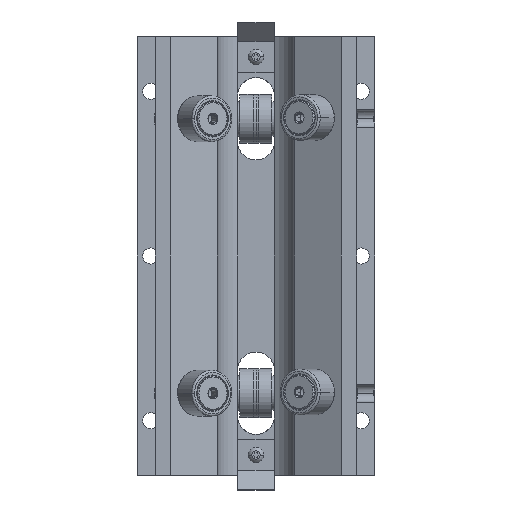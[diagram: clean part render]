
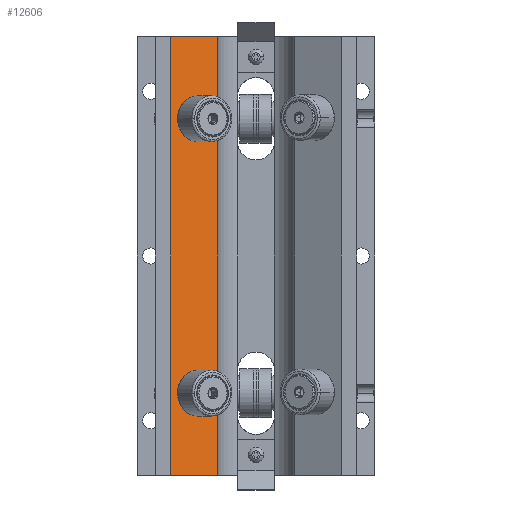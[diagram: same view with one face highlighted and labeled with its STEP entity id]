
A CAD part, front view. The second image highlights one B-rep face of the part: STEP entity #12606.
In plain terms, the highlighted planar face has unit normal (0.5, -0.866, 0).
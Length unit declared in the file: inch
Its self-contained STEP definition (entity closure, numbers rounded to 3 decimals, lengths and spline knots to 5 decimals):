
#68 = EDGE_CURVE ( 'NONE', #5125, #5704, #13168, .T. ) ;
#323 = VECTOR ( 'NONE', #13776, 39.37008 ) ;
#550 = VERTEX_POINT ( 'NONE', #4166 ) ;
#587 = VERTEX_POINT ( 'NONE', #7053 ) ;
#626 = CARTESIAN_POINT ( 'NONE',  ( -0.93668, -0.25212, -1.875 ) ) ;
#1045 = ORIENTED_EDGE ( 'NONE', *, *, #13925, .F. ) ;
#1387 = CARTESIAN_POINT ( 'NONE',  ( -0.53095, -0.01787, 3. ) ) ;
#1506 = VERTEX_POINT ( 'NONE', #1387 ) ;
#1715 = DIRECTION ( 'NONE',  ( 0.866, 0.5, 0. ) ) ;
#2208 = DIRECTION ( 'NONE',  ( -0.5, 0.866, 0. ) ) ;
#2627 = CIRCLE ( 'NONE', #8102, 0.12625 ) ;
#2763 = LINE ( 'NONE', #8268, #323 ) ;
#3228 = ORIENTED_EDGE ( 'NONE', *, *, #4344, .T. ) ;
#3486 = EDGE_LOOP ( 'NONE', ( #1045, #17519, #14664, #7400 ) ) ;
#3587 = DIRECTION ( 'NONE',  ( 0.866, 0.5, 0. ) ) ;
#4166 = CARTESIAN_POINT ( 'NONE',  ( -1.16684, -0.385, 3. ) ) ;
#4204 = EDGE_LOOP ( 'NONE', ( #3228, #6794 ) ) ;
#4344 = EDGE_CURVE ( 'NONE', #12402, #16073, #16645, .T. ) ;
#4395 = CIRCLE ( 'NONE', #6404, 0.12625 ) ;
#4609 = LINE ( 'NONE', #10141, #15102 ) ;
#4865 = CARTESIAN_POINT ( 'NONE',  ( -0.82735, -0.18899, -1.875 ) ) ;
#4954 = DIRECTION ( 'NONE',  ( -0.5, 0.866, 0. ) ) ;
#5125 = VERTEX_POINT ( 'NONE', #626 ) ;
#5129 = EDGE_CURVE ( 'NONE', #587, #550, #10603, .T. ) ;
#5226 = DIRECTION ( 'NONE',  ( -0.5, 0.866, 0. ) ) ;
#5704 = VERTEX_POINT ( 'NONE', #9359 ) ;
#5931 = CARTESIAN_POINT ( 'NONE',  ( -1.16684, -0.385, -3. ) ) ;
#6404 = AXIS2_PLACEMENT_3D ( 'NONE', #4865, #4954, #3587 ) ;
#6428 = DIRECTION ( 'NONE',  ( 0.866, 0.5, 0. ) ) ;
#6466 = CARTESIAN_POINT ( 'NONE',  ( -0.82735, -0.18899, 1.875 ) ) ;
#6794 = ORIENTED_EDGE ( 'NONE', *, *, #13076, .T. ) ;
#6800 = CARTESIAN_POINT ( 'NONE',  ( -0.93668, -0.25212, 1.875 ) ) ;
#6971 = EDGE_LOOP ( 'NONE', ( #7033, #14732 ) ) ;
#7033 = ORIENTED_EDGE ( 'NONE', *, *, #14035, .T. ) ;
#7053 = CARTESIAN_POINT ( 'NONE',  ( -1.16684, -0.385, -3. ) ) ;
#7400 = ORIENTED_EDGE ( 'NONE', *, *, #15659, .T. ) ;
#7636 = EDGE_CURVE ( 'NONE', #587, #9602, #4609, .T. ) ;
#8102 = AXIS2_PLACEMENT_3D ( 'NONE', #12088, #5226, #17591 ) ;
#8268 = CARTESIAN_POINT ( 'NONE',  ( -0.53095, -0.01787, -3. ) ) ;
#8485 = DIRECTION ( 'NONE',  ( 0.866, 0.5, 0. ) ) ;
#8671 = LINE ( 'NONE', #15334, #9582 ) ;
#8974 = FACE_OUTER_BOUND ( 'NONE', #3486, .T. ) ;
#9359 = CARTESIAN_POINT ( 'NONE',  ( -0.71801, -0.12587, -1.875 ) ) ;
#9453 = DIRECTION ( 'NONE',  ( -0.5, 0.866, 0. ) ) ;
#9525 = CARTESIAN_POINT ( 'NONE',  ( -0.71801, -0.12587, 1.875 ) ) ;
#9582 = VECTOR ( 'NONE', #1715, 39.37008 ) ;
#9602 = VERTEX_POINT ( 'NONE', #12021 ) ;
#10141 = CARTESIAN_POINT ( 'NONE',  ( -1.16684, -0.385, -3. ) ) ;
#10603 = LINE ( 'NONE', #5931, #14530 ) ;
#11448 = DIRECTION ( 'NONE',  ( 0., 0., 1. ) ) ;
#11686 = PLANE ( 'NONE',  #15201 ) ;
#11701 = DIRECTION ( 'NONE',  ( 0.866, 0.5, 0. ) ) ;
#12017 = FACE_BOUND ( 'NONE', #4204, .T. ) ;
#12021 = CARTESIAN_POINT ( 'NONE',  ( -0.53095, -0.01787, -3. ) ) ;
#12088 = CARTESIAN_POINT ( 'NONE',  ( -0.82735, -0.18899, 1.875 ) ) ;
#12402 = VERTEX_POINT ( 'NONE', #9525 ) ;
#12606 = ADVANCED_FACE ( 'NONE', ( #14736, #12017, #8974 ), #11686, .T. ) ;
#13076 = EDGE_CURVE ( 'NONE', #16073, #12402, #2627, .T. ) ;
#13168 = CIRCLE ( 'NONE', #13739, 0.12625 ) ;
#13739 = AXIS2_PLACEMENT_3D ( 'NONE', #17378, #2208, #11701 ) ;
#13776 = DIRECTION ( 'NONE',  ( 0., 0., 1. ) ) ;
#13925 = EDGE_CURVE ( 'NONE', #550, #1506, #8671, .T. ) ;
#14035 = EDGE_CURVE ( 'NONE', #5704, #5125, #4395, .T. ) ;
#14530 = VECTOR ( 'NONE', #11448, 39.37008 ) ;
#14664 = ORIENTED_EDGE ( 'NONE', *, *, #7636, .T. ) ;
#14732 = ORIENTED_EDGE ( 'NONE', *, *, #68, .T. ) ;
#14736 = FACE_BOUND ( 'NONE', #6971, .T. ) ;
#15102 = VECTOR ( 'NONE', #8485, 39.37008 ) ;
#15201 = AXIS2_PLACEMENT_3D ( 'NONE', #17175, #17521, #6428 ) ;
#15334 = CARTESIAN_POINT ( 'NONE',  ( -1.16684, -0.385, 3. ) ) ;
#15659 = EDGE_CURVE ( 'NONE', #9602, #1506, #2763, .T. ) ;
#15955 = DIRECTION ( 'NONE',  ( 0.866, 0.5, 0. ) ) ;
#16073 = VERTEX_POINT ( 'NONE', #6800 ) ;
#16645 = CIRCLE ( 'NONE', #17232, 0.12625 ) ;
#17175 = CARTESIAN_POINT ( 'NONE',  ( -1.16684, -0.385, -3. ) ) ;
#17232 = AXIS2_PLACEMENT_3D ( 'NONE', #6466, #9453, #15955 ) ;
#17378 = CARTESIAN_POINT ( 'NONE',  ( -0.82735, -0.18899, -1.875 ) ) ;
#17519 = ORIENTED_EDGE ( 'NONE', *, *, #5129, .F. ) ;
#17521 = DIRECTION ( 'NONE',  ( 0.5, -0.866, 0. ) ) ;
#17591 = DIRECTION ( 'NONE',  ( 0.866, 0.5, 0. ) ) ;
